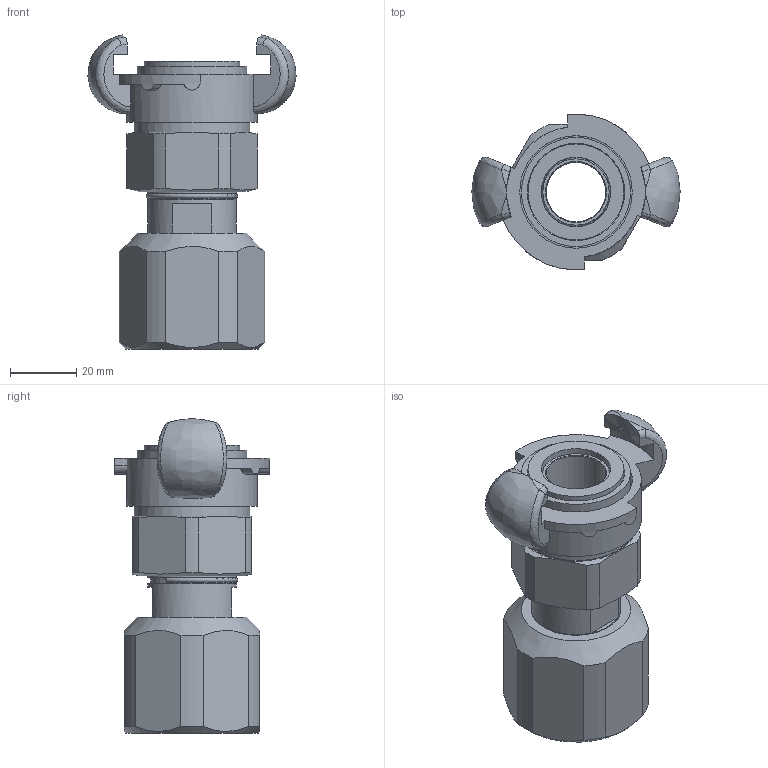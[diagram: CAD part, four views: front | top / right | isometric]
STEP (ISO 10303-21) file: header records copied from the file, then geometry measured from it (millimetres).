
FILE_DESCRIPTION(/* description */ (''),/* implementation_level */ '2;1');
FILE_NAME(/* name */ 'eksi_10_v.stp',/* time_stamp */ '2022-09-17T15:09:54+02:00',/* author */ ('meier'),/* organization */ (''),/* preprocessor_version */ 'ST-DEVELOPER v18.1',/* originating_system */ 'Autodesk Inventor 2022',/* authorisation */ '0 mm^3');
FILE_SCHEMA (('AUTOMOTIVE_DESIGN { 1 0 10303 214 3 1 1 }'));
Length unit declared in the file: millimetre
Products named in the file (1): LUE_00017947
Bounding box: 62.97 x 47 x 94.91 mm (x, y, z)
Volume: 70992.5 mm3; surface area: 31768.1 mm2
Topology: 1 solids, 2 shells, 138 faces, 335 edges, 219 vertices
Faces by surface type: plane 58, cylinder 46, cone 18, torus 6, bspline 6, sphere 4
Full cylindrical faces by diameter (mm): 18 x1, 20.7 x1, 21 x1, 24.117 x1, 25 x1, 26.441 x1, 26.8 x2, 27 x1, 28.8 x1, 29 x3, 30 x1, 30.4 x1, 31 x1, 33 x1, 33.376 x1, 34 x1, 35 x1, 35.2 x1, 39.5 x1
Entity records: 5036 total; most frequent: CARTESIAN_POINT 1622, ORIENTED_EDGE 672, DIRECTION 659, EDGE_CURVE 336, AXIS2_PLACEMENT_3D 272, VERTEX_POINT 219, EDGE_LOOP 161, CIRCLE 139
